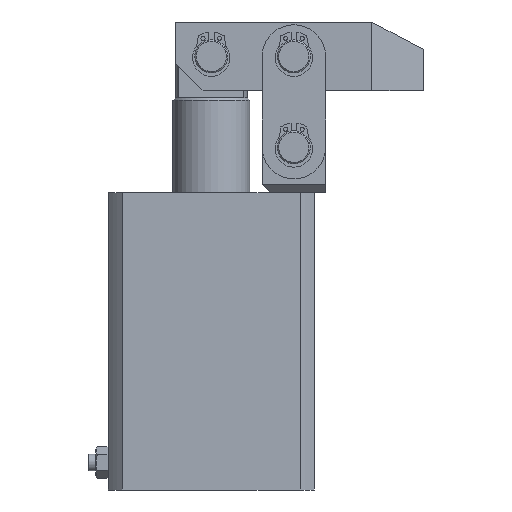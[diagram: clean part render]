
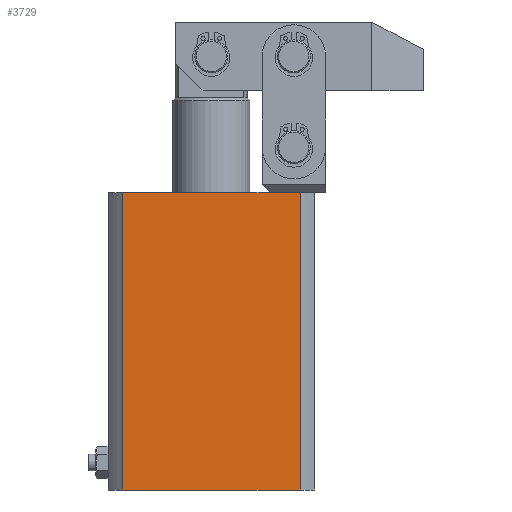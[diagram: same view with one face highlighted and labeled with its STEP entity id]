
A CAD part, front view. The second image highlights one B-rep face of the part: STEP entity #3729.
In plain terms, the highlighted planar face has unit normal (0, -1, 0).
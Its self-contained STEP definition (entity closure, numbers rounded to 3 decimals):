
#308 = AXIS2_PLACEMENT_3D ( 'NONE', #7525, #7532, #7533 ) ;
#1977 = EDGE_LOOP ( 'NONE', ( #2637, #2638, #2639, #2640 ) ) ;
#2637 = ORIENTED_EDGE ( 'NONE', *, *, #9906, .T. ) ;
#2638 = ORIENTED_EDGE ( 'NONE', *, *, #8961, .F. ) ;
#2639 = ORIENTED_EDGE ( 'NONE', *, *, #8846, .F. ) ;
#2640 = ORIENTED_EDGE ( 'NONE', *, *, #8977, .T. ) ;
#3729 = ADVANCED_FACE ( 'NONE', ( #9367 ), #7530, .F. ) ;
#4271 = VERTEX_POINT ( 'NONE', #7589 ) ;
#4272 = VERTEX_POINT ( 'NONE', #7590 ) ;
#4296 = VERTEX_POINT ( 'NONE', #7614 ) ;
#4298 = VERTEX_POINT ( 'NONE', #7616 ) ;
#5118 = CARTESIAN_POINT ( 'NONE',  ( 0., -37.5, 108. ) ) ;
#5119 = DIRECTION ( 'NONE',  ( 1., 0., 0. ) ) ;
#5419 = DIRECTION ( 'NONE',  ( 0., 0., -1. ) ) ;
#5424 = CARTESIAN_POINT ( 'NONE',  ( 32.311, -37.5, 108. ) ) ;
#5458 = CARTESIAN_POINT ( 'NONE',  ( -32.311, -37.5, 108. ) ) ;
#5459 = DIRECTION ( 'NONE',  ( 0., 0., -1. ) ) ;
#5686 = CARTESIAN_POINT ( 'NONE',  ( 0., -37.5, 0. ) ) ;
#5687 = DIRECTION ( 'NONE',  ( 1., 0., 0. ) ) ;
#5983 = LINE ( 'NONE', #5118, #5986 ) ;
#5986 = VECTOR ( 'NONE', #5119, 1000. ) ;
#6135 = LINE ( 'NONE', #5424, #6141 ) ;
#6141 = VECTOR ( 'NONE', #5419, 1000. ) ;
#6157 = LINE ( 'NONE', #5458, #6159 ) ;
#6159 = VECTOR ( 'NONE', #5459, 1000. ) ;
#6264 = LINE ( 'NONE', #5686, #6266 ) ;
#6266 = VECTOR ( 'NONE', #5687, 1000. ) ;
#7525 = CARTESIAN_POINT ( 'NONE',  ( 0., -37.5, 108. ) ) ;
#7530 = PLANE ( 'NONE',  #308 ) ;
#7532 = DIRECTION ( 'NONE',  ( 0., 1., 0. ) ) ;
#7533 = DIRECTION ( 'NONE',  ( 0., 0., 1. ) ) ;
#7589 = CARTESIAN_POINT ( 'NONE',  ( 32.311, -37.5, 0. ) ) ;
#7590 = CARTESIAN_POINT ( 'NONE',  ( -32.311, -37.5, 0. ) ) ;
#7614 = CARTESIAN_POINT ( 'NONE',  ( -32.311, -37.5, 108. ) ) ;
#7616 = CARTESIAN_POINT ( 'NONE',  ( 32.311, -37.5, 108. ) ) ;
#8846 = EDGE_CURVE ( 'NONE', #4296, #4298, #5983, .T. ) ;
#8961 = EDGE_CURVE ( 'NONE', #4298, #4271, #6135, .T. ) ;
#8977 = EDGE_CURVE ( 'NONE', #4296, #4272, #6157, .T. ) ;
#9367 = FACE_OUTER_BOUND ( 'NONE', #1977, .T. ) ;
#9906 = EDGE_CURVE ( 'NONE', #4272, #4271, #6264, .T. ) ;
